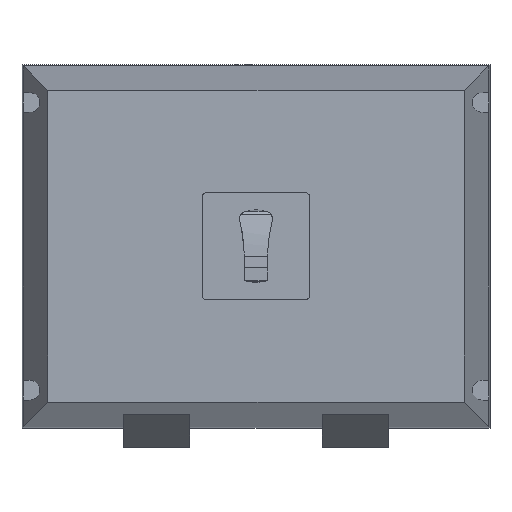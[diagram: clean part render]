
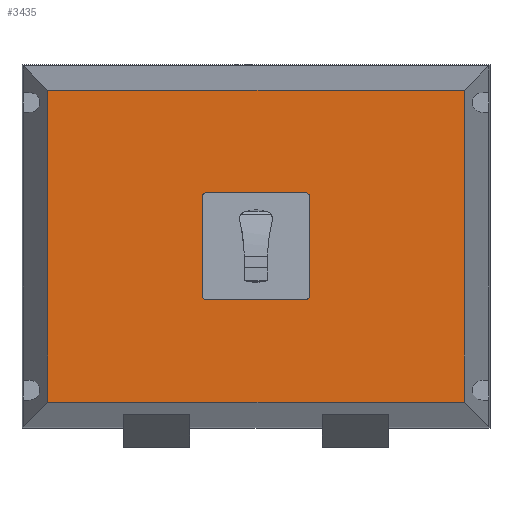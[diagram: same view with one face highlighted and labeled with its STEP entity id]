
A CAD part, top view. The second image highlights one B-rep face of the part: STEP entity #3435.
In plain terms, the highlighted planar face has unit normal (0, 0, 1).
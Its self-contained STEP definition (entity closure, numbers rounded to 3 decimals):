
#3240=CARTESIAN_POINT('',(265.823,-94.323,168.7));
#3241=VERTEX_POINT('',#3240);
#3248=CARTESIAN_POINT('',(14.177,-94.323,168.7));
#3249=VERTEX_POINT('',#3248);
#3250=CARTESIAN_POINT('',(14.177,-94.323,168.7));
#3251=DIRECTION('',(1.0,0.0,0.0));
#3252=VECTOR('',#3251,251.646);
#3253=LINE('',#3250,#3252);
#3254=EDGE_CURVE('',#3249,#3241,#3253,.T.);
#3330=CARTESIAN_POINT('',(14.177,94.323,168.7));
#3331=VERTEX_POINT('',#3330);
#3338=CARTESIAN_POINT('',(265.823,94.323,168.7));
#3339=VERTEX_POINT('',#3338);
#3340=CARTESIAN_POINT('',(265.823,94.323,168.7));
#3341=DIRECTION('',(-1.0,0.0,0.0));
#3342=VECTOR('',#3341,251.646);
#3343=LINE('',#3340,#3342);
#3344=EDGE_CURVE('',#3339,#3331,#3343,.T.);
#3402=CARTESIAN_POINT('',(14.177,-94.323,168.7));
#3403=DIRECTION('',(0.0,1.0,0.0));
#3404=VECTOR('',#3403,188.645);
#3405=LINE('',#3402,#3404);
#3406=EDGE_CURVE('',#3249,#3331,#3405,.T.);
#3419=CARTESIAN_POINT('',(265.823,-110.,168.7));
#3420=DIRECTION('',(0.0,0.0,1.0));
#3421=DIRECTION('',(0.0,1.0,0.0));
#3422=AXIS2_PLACEMENT_3D('',#3419,#3420,#3421);
#3423=PLANE('',#3422);
#3424=ORIENTED_EDGE('',*,*,#3254,.T.);
#3425=CARTESIAN_POINT('',(265.823,-94.323,168.7));
#3426=DIRECTION('',(0.0,1.0,0.0));
#3427=VECTOR('',#3426,188.645);
#3428=LINE('',#3425,#3427);
#3429=EDGE_CURVE('',#3241,#3339,#3428,.T.);
#3430=ORIENTED_EDGE('',*,*,#3429,.T.);
#3431=ORIENTED_EDGE('',*,*,#3344,.T.);
#3432=ORIENTED_EDGE('',*,*,#3406,.F.);
#3433=EDGE_LOOP('',(#3424,#3430,#3431,#3432));
#3434=FACE_OUTER_BOUND('',#3433,.T.);
#3435=ADVANCED_FACE('',(#3434),#3423,.T.);
